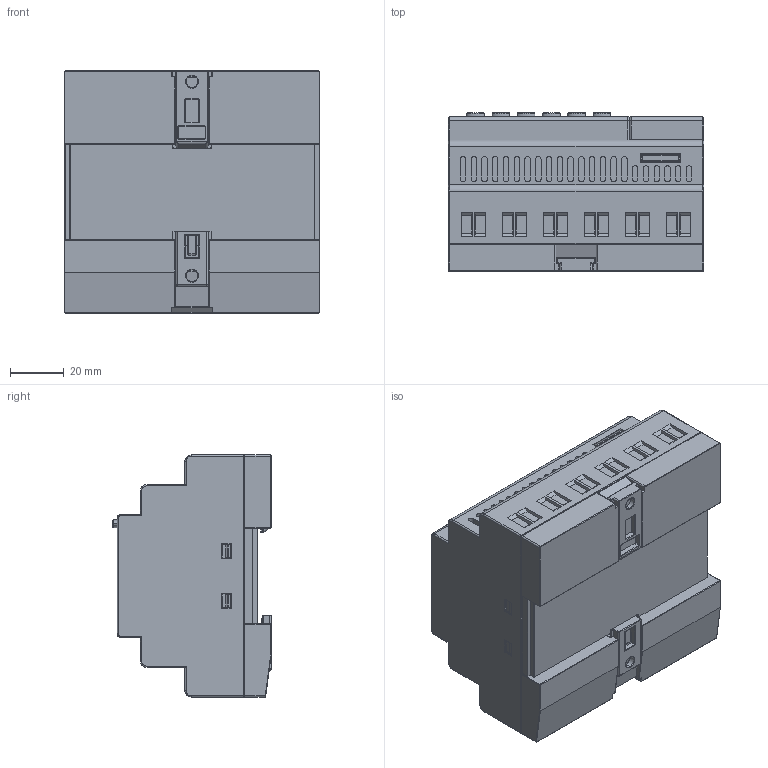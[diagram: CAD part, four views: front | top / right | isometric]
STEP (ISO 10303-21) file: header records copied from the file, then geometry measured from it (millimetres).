
FILE_DESCRIPTION (( 'STEP AP203' ), '1' );
FILE_NAME ('PR-18-N & PR-18 Series CPU 3D 22222.STEP', '2025-06-05T10:15:57', ( '' ), ( '' ), 'SwSTEP 2.0', 'SolidWorks 2022', '' );
FILE_SCHEMA (( 'CONFIG_CONTROL_DESIGN' ));
Length unit declared in the file: millimetre
Products named in the file (1): PR-18-N & PR-18 Series CPU 3D 22222
Bounding box: 95 x 58.75 x 90 mm (x, y, z)
Volume: 394915.1 mm3; surface area: 42495.1 mm2
Topology: 1 solids, 1 shells, 1168 faces, 2868 edges, 1757 vertices
Faces by surface type: plane 578, cylinder 417, torus 68, bspline 58, sphere 47
Entity records: 36735 total; most frequent: CARTESIAN_POINT 9582, ORIENTED_EDGE 5638, DIRECTION 5625, EDGE_CURVE 2819, AXIS2_PLACEMENT_3D 1905, VECTOR 1815, LINE 1815, VERTEX_POINT 1757
